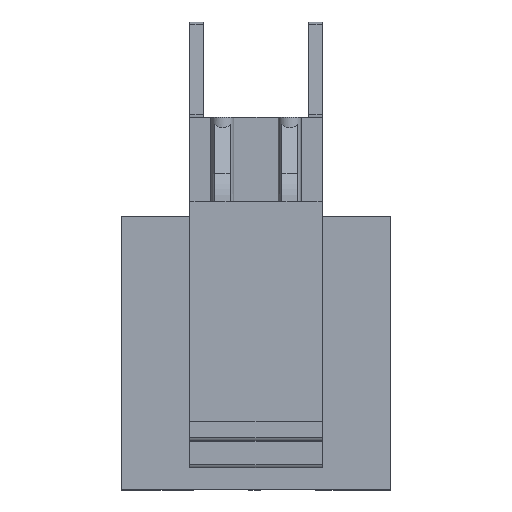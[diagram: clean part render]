
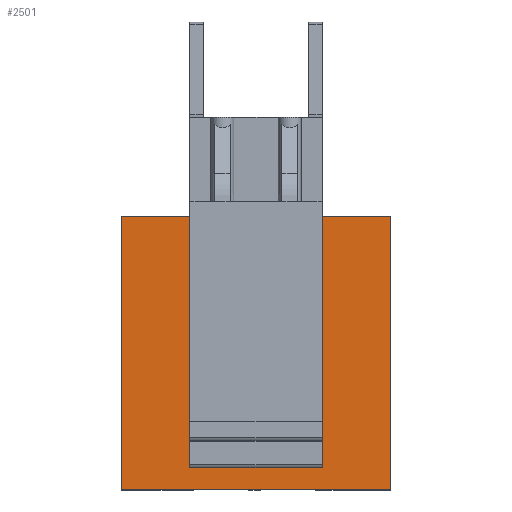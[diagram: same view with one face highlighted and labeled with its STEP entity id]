
A CAD part, top view. The second image highlights one B-rep face of the part: STEP entity #2501.
In plain terms, the highlighted planar face has unit normal (0, 0, 1).
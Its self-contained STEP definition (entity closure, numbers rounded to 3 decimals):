
#2451=AXIS2_PLACEMENT_3D('Plane Axis2P3D',#2448,#2449,#2450) ;
#2391=CARTESIAN_POINT('Vertex',(0.,14.21,32.)) ;
#2394=CARTESIAN_POINT('Line Origine',(1.775,14.21,32.)) ;
#2398=CARTESIAN_POINT('Vertex',(3.55,14.21,32.)) ;
#2413=CARTESIAN_POINT('Line Origine',(12.225,14.21,32.)) ;
#2417=CARTESIAN_POINT('Vertex',(10.45,14.21,32.)) ;
#2419=CARTESIAN_POINT('Vertex',(14.,14.21,32.)) ;
#2448=CARTESIAN_POINT('Axis2P3D Location',(0.,14.21,32.)) ;
#2453=CARTESIAN_POINT('Line Origine',(3.55,14.205,32.)) ;
#2457=CARTESIAN_POINT('Vertex',(3.55,14.2,32.)) ;
#2460=CARTESIAN_POINT('Line Origine',(0.,7.105,32.)) ;
#2464=CARTESIAN_POINT('Vertex',(0.,0.,32.)) ;
#2467=CARTESIAN_POINT('Line Origine',(7.,0.,32.)) ;
#2471=CARTESIAN_POINT('Vertex',(14.,0.,32.)) ;
#2474=CARTESIAN_POINT('Line Origine',(14.,7.105,32.)) ;
#2479=CARTESIAN_POINT('Line Origine',(10.45,14.205,32.)) ;
#2483=CARTESIAN_POINT('Vertex',(10.45,14.2,32.)) ;
#2486=CARTESIAN_POINT('Line Origine',(7.,14.2,32.)) ;
#2395=DIRECTION('Vector Direction',(1.,0.,0.)) ;
#2414=DIRECTION('Vector Direction',(1.,0.,0.)) ;
#2449=DIRECTION('Axis2P3D Direction',(-0.,0.,1.)) ;
#2450=DIRECTION('Axis2P3D XDirection',(0.,-1.,0.)) ;
#2454=DIRECTION('Vector Direction',(0.,1.,0.)) ;
#2461=DIRECTION('Vector Direction',(0.,-1.,0.)) ;
#2468=DIRECTION('Vector Direction',(1.,0.,0.)) ;
#2475=DIRECTION('Vector Direction',(0.,-1.,0.)) ;
#2480=DIRECTION('Vector Direction',(0.,1.,0.)) ;
#2487=DIRECTION('Vector Direction',(1.,0.,0.)) ;
#2396=VECTOR('Line Direction',#2395,1.) ;
#2415=VECTOR('Line Direction',#2414,1.) ;
#2455=VECTOR('Line Direction',#2454,1.) ;
#2462=VECTOR('Line Direction',#2461,1.) ;
#2469=VECTOR('Line Direction',#2468,1.) ;
#2476=VECTOR('Line Direction',#2475,1.) ;
#2481=VECTOR('Line Direction',#2480,1.) ;
#2488=VECTOR('Line Direction',#2487,1.) ;
#2492=ORIENTED_EDGE('',*,*,#2459,.F.) ;
#2493=ORIENTED_EDGE('',*,*,#2400,.F.) ;
#2494=ORIENTED_EDGE('',*,*,#2466,.F.) ;
#2495=ORIENTED_EDGE('',*,*,#2473,.T.) ;
#2496=ORIENTED_EDGE('',*,*,#2478,.T.) ;
#2497=ORIENTED_EDGE('',*,*,#2421,.F.) ;
#2498=ORIENTED_EDGE('',*,*,#2485,.T.) ;
#2499=ORIENTED_EDGE('',*,*,#2490,.F.) ;
#2501=ADVANCED_FACE('HOUSING',(#2500),#2452,.T.) ;
#2400=EDGE_CURVE('',#2392,#2399,#2397,.T.) ;
#2421=EDGE_CURVE('',#2418,#2420,#2416,.T.) ;
#2459=EDGE_CURVE('',#2399,#2458,#2456,.F.) ;
#2466=EDGE_CURVE('',#2465,#2392,#2463,.F.) ;
#2473=EDGE_CURVE('',#2465,#2472,#2470,.T.) ;
#2478=EDGE_CURVE('',#2472,#2420,#2477,.F.) ;
#2485=EDGE_CURVE('',#2418,#2484,#2482,.F.) ;
#2490=EDGE_CURVE('',#2458,#2484,#2489,.T.) ;
#2491=EDGE_LOOP('',(#2492,#2493,#2494,#2495,#2496,#2497,#2498,#2499)) ;
#2500=FACE_OUTER_BOUND('',#2491,.T.) ;
#2397=LINE('Line',#2394,#2396) ;
#2416=LINE('Line',#2413,#2415) ;
#2456=LINE('Line',#2453,#2455) ;
#2463=LINE('Line',#2460,#2462) ;
#2470=LINE('Line',#2467,#2469) ;
#2477=LINE('Line',#2474,#2476) ;
#2482=LINE('Line',#2479,#2481) ;
#2489=LINE('Line',#2486,#2488) ;
#2452=PLANE('',#2451) ;
#2392=VERTEX_POINT('',#2391) ;
#2399=VERTEX_POINT('',#2398) ;
#2418=VERTEX_POINT('',#2417) ;
#2420=VERTEX_POINT('',#2419) ;
#2458=VERTEX_POINT('',#2457) ;
#2465=VERTEX_POINT('',#2464) ;
#2472=VERTEX_POINT('',#2471) ;
#2484=VERTEX_POINT('',#2483) ;
